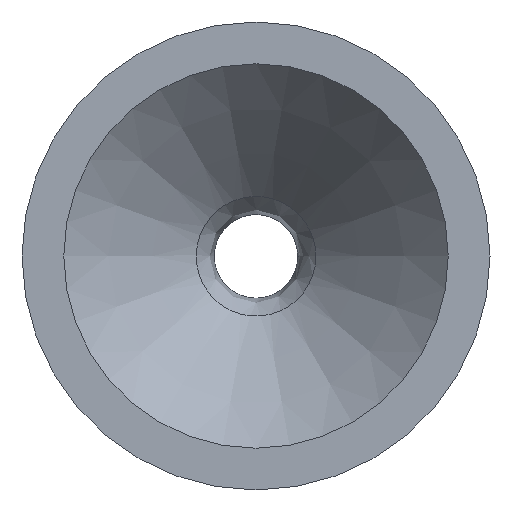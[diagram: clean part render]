
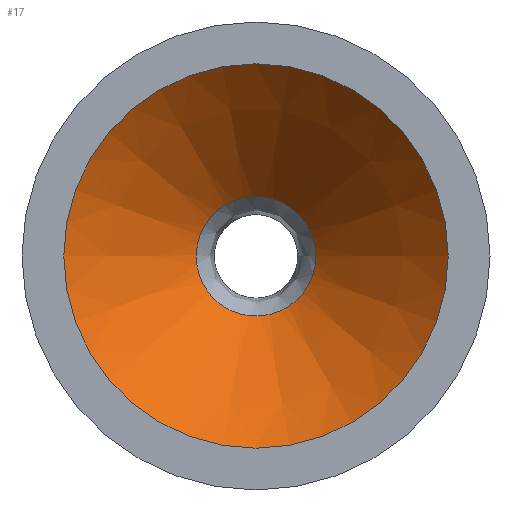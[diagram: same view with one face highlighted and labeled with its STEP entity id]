
A CAD part, top view. The second image highlights one B-rep face of the part: STEP entity #17.
In plain terms, the highlighted conical face has half-angle 43.093 degrees and reference radius 7.303 mm.
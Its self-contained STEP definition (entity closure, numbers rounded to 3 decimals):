
#17 = ADVANCED_FACE('',(#18),#55,.F.);
#18 = FACE_BOUND('',#19,.F.);
#19 = EDGE_LOOP('',(#20,#30,#37,#38));
#20 = ORIENTED_EDGE('',*,*,#21,.F.);
#21 = EDGE_CURVE('',#22,#24,#26,.T.);
#22 = VERTEX_POINT('',#23);
#23 = CARTESIAN_POINT('',(7.303,0.,7.696));
#24 = VERTEX_POINT('',#25);
#25 = CARTESIAN_POINT('',(2.273,0.,
    2.32));
#26 = LINE('',#27,#28);
#27 = CARTESIAN_POINT('',(7.303,0.,7.696));
#28 = VECTOR('',#29,1.);
#29 = DIRECTION('',(-0.683,0.,-0.73)
  );
#30 = ORIENTED_EDGE('',*,*,#31,.T.);
#31 = EDGE_CURVE('',#22,#22,#32,.T.);
#32 = CIRCLE('',#33,7.303);
#33 = AXIS2_PLACEMENT_3D('',#34,#35,#36);
#34 = CARTESIAN_POINT('',(0.,0.,7.696));
#35 = DIRECTION('',(0.,0.,-1.));
#36 = DIRECTION('',(1.,0.,0.));
#37 = ORIENTED_EDGE('',*,*,#21,.T.);
#38 = ORIENTED_EDGE('',*,*,#39,.F.);
#39 = EDGE_CURVE('',#24,#24,#40,.T.);
#40 = ( BOUNDED_CURVE() B_SPLINE_CURVE(13,(#41,#42,#43,#44,#45,#46,#47,
    #48,#49,#50,#51,#52,#53,#54),.UNSPECIFIED.,.T.,.F.) 
B_SPLINE_CURVE_WITH_KNOTS((14,14),(0.,9.975),
.PIECEWISE_BEZIER_KNOTS.) CURVE() GEOMETRIC_REPRESENTATION_ITEM() 
RATIONAL_B_SPLINE_CURVE((1.,1.,1.,1.,
    1.,1.,1.,1.,
    1.,1.,1.,1.,1.,1.)) 
REPRESENTATION_ITEM('') );
#41 = CARTESIAN_POINT('',(2.273,0.,
    2.32));
#42 = CARTESIAN_POINT('',(2.273,-1.083,2.32)
  );
#43 = CARTESIAN_POINT('',(1.713,-2.19,2.32)
  );
#44 = CARTESIAN_POINT('',(0.562,-2.982,2.32)
  );
#45 = CARTESIAN_POINT('',(-1.023,-3.104,2.32
    ));
#46 = CARTESIAN_POINT('',(-2.391,-2.26,2.32)
  );
#47 = CARTESIAN_POINT('',(-3.395,-1.027,2.32
    ));
#48 = CARTESIAN_POINT('',(-3.395,1.027,2.32)
  );
#49 = CARTESIAN_POINT('',(-2.391,2.26,2.32));
#50 = CARTESIAN_POINT('',(-1.023,3.104,2.32)
  );
#51 = CARTESIAN_POINT('',(0.562,2.982,2.32)
  );
#52 = CARTESIAN_POINT('',(1.713,2.19,2.32)
  );
#53 = CARTESIAN_POINT('',(2.273,1.083,2.32));
#54 = CARTESIAN_POINT('',(2.273,0.,
    2.32));
#55 = CONICAL_SURFACE('',#56,7.303,0.752);
#56 = AXIS2_PLACEMENT_3D('',#57,#58,#59);
#57 = CARTESIAN_POINT('',(0.,0.,7.696));
#58 = DIRECTION('',(0.,0.,1.));
#59 = DIRECTION('',(1.,0.,0.));
